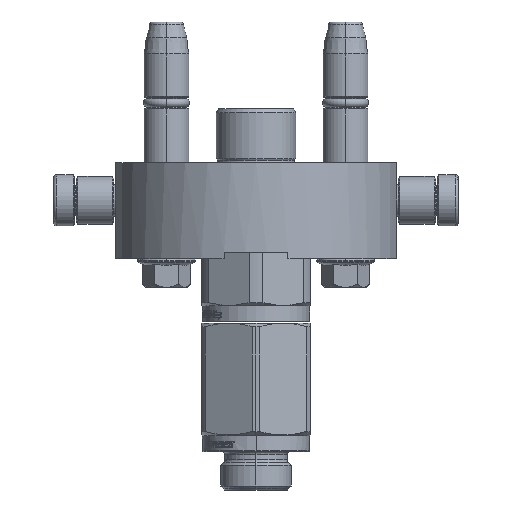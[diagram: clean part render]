
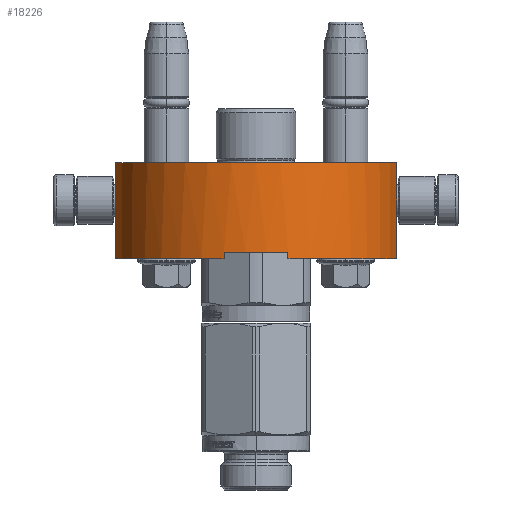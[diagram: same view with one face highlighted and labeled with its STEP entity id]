
A CAD part, left-side view. The second image highlights one B-rep face of the part: STEP entity #18226.
In plain terms, the highlighted cylindrical face has radius 44.75 mm (diameter 89.5 mm), a partial arc.
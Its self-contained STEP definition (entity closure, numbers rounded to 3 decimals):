
#1946 = DIRECTION ( 'NONE',  ( 0., 1., 0. ) ) ;
#2671 = EDGE_CURVE ( 'NONE', #30100, #22846, #68113, .T. ) ;
#2946 = CARTESIAN_POINT ( 'NONE',  ( -10., 30., 43.618 ) ) ;
#3850 = CIRCLE ( 'NONE', #25158, 44.75 ) ;
#6096 = VECTOR ( 'NONE', #42884, 1000. ) ;
#6139 = ORIENTED_EDGE ( 'NONE', *, *, #40580, .F. ) ;
#6442 = DIRECTION ( 'NONE',  ( 0., 1., 0. ) ) ;
#7191 = DIRECTION ( 'NONE',  ( 1., 0., 0. ) ) ;
#7420 = CARTESIAN_POINT ( 'NONE',  ( 0., 0., 0. ) ) ;
#8387 = EDGE_CURVE ( 'NONE', #38825, #33905, #29787, .T. ) ;
#10319 = CARTESIAN_POINT ( 'NONE',  ( 0., 28., 0. ) ) ;
#10439 = AXIS2_PLACEMENT_3D ( 'NONE', #31891, #53909, #64291 ) ;
#11316 = DIRECTION ( 'NONE',  ( -0.983, 0., 0.182 ) ) ;
#11732 = VECTOR ( 'NONE', #58916, 1000. ) ;
#13357 = LINE ( 'NONE', #32737, #11732 ) ;
#14616 = VERTEX_POINT ( 'NONE', #32191 ) ;
#16027 = AXIS2_PLACEMENT_3D ( 'NONE', #7420, #49529, #7191 ) ;
#18226 = ADVANCED_FACE ( 'NONE', ( #28230 ), #26565, .T. ) ;
#21658 = CARTESIAN_POINT ( 'NONE',  ( -10., 28., 43.618 ) ) ;
#21990 = CARTESIAN_POINT ( 'NONE',  ( 0., 30., 0. ) ) ;
#22651 = CARTESIAN_POINT ( 'NONE',  ( -44., 0., 8.159 ) ) ;
#22846 = VERTEX_POINT ( 'NONE', #2946 ) ;
#23017 = VERTEX_POINT ( 'NONE', #26081 ) ;
#25158 = AXIS2_PLACEMENT_3D ( 'NONE', #21990, #6442, #11316 ) ;
#26081 = CARTESIAN_POINT ( 'NONE',  ( 10., 30., 43.618 ) ) ;
#26565 = CYLINDRICAL_SURFACE ( 'NONE', #16027, 44.75 ) ;
#28093 = ORIENTED_EDGE ( 'NONE', *, *, #2671, .T. ) ;
#28230 = FACE_OUTER_BOUND ( 'NONE', #29976, .T. ) ;
#29464 = EDGE_CURVE ( 'NONE', #30100, #59957, #64507, .T. ) ;
#29787 = CIRCLE ( 'NONE', #10439, 44.75 ) ;
#29976 = EDGE_LOOP ( 'NONE', ( #28093, #37551, #6139, #37345, #62827, #37481, #56440, #31962 ) ) ;
#30100 = VERTEX_POINT ( 'NONE', #30181 ) ;
#30181 = CARTESIAN_POINT ( 'NONE',  ( -10., 28., 43.618 ) ) ;
#30307 = AXIS2_PLACEMENT_3D ( 'NONE', #53003, #46791, #58092 ) ;
#30563 = VERTEX_POINT ( 'NONE', #64531 ) ;
#30622 = CARTESIAN_POINT ( 'NONE',  ( 44., 0., 8.159 ) ) ;
#31891 = CARTESIAN_POINT ( 'NONE',  ( 0., 0., 0. ) ) ;
#31962 = ORIENTED_EDGE ( 'NONE', *, *, #29464, .F. ) ;
#32191 = CARTESIAN_POINT ( 'NONE',  ( 44., 30., 8.159 ) ) ;
#32737 = CARTESIAN_POINT ( 'NONE',  ( 10., 28., 43.618 ) ) ;
#33905 = VERTEX_POINT ( 'NONE', #37232 ) ;
#35928 = DIRECTION ( 'NONE',  ( 0., 1., 0. ) ) ;
#35934 = DIRECTION ( 'NONE',  ( 0., 1., 0. ) ) ;
#36376 = DIRECTION ( 'NONE',  ( -0.223, 0., 0.975 ) ) ;
#36979 = AXIS2_PLACEMENT_3D ( 'NONE', #10319, #35934, #36376 ) ;
#37232 = CARTESIAN_POINT ( 'NONE',  ( 44., 0., 8.159 ) ) ;
#37345 = ORIENTED_EDGE ( 'NONE', *, *, #8387, .T. ) ;
#37481 = ORIENTED_EDGE ( 'NONE', *, *, #37632, .F. ) ;
#37551 = ORIENTED_EDGE ( 'NONE', *, *, #48807, .F. ) ;
#37632 = EDGE_CURVE ( 'NONE', #23017, #14616, #39037, .T. ) ;
#38825 = VERTEX_POINT ( 'NONE', #22651 ) ;
#39037 = CIRCLE ( 'NONE', #30307, 44.75 ) ;
#40580 = EDGE_CURVE ( 'NONE', #38825, #30563, #50305, .T. ) ;
#42884 = DIRECTION ( 'NONE',  ( 0., 1., 0. ) ) ;
#44857 = EDGE_CURVE ( 'NONE', #59957, #23017, #13357, .T. ) ;
#46791 = DIRECTION ( 'NONE',  ( 0., 1., 0. ) ) ;
#48807 = EDGE_CURVE ( 'NONE', #30563, #22846, #3850, .T. ) ;
#49529 = DIRECTION ( 'NONE',  ( 0., -1., 0. ) ) ;
#50305 = LINE ( 'NONE', #60244, #62690 ) ;
#53003 = CARTESIAN_POINT ( 'NONE',  ( 0., 30., 0. ) ) ;
#53909 = DIRECTION ( 'NONE',  ( 0., 1., 0. ) ) ;
#56440 = ORIENTED_EDGE ( 'NONE', *, *, #44857, .F. ) ;
#57013 = CARTESIAN_POINT ( 'NONE',  ( 10., 28., 43.618 ) ) ;
#58092 = DIRECTION ( 'NONE',  ( 0.223, 0., 0.975 ) ) ;
#58916 = DIRECTION ( 'NONE',  ( 0., 1., 0. ) ) ;
#59957 = VERTEX_POINT ( 'NONE', #57013 ) ;
#60244 = CARTESIAN_POINT ( 'NONE',  ( -44., 0., 8.159 ) ) ;
#60377 = VECTOR ( 'NONE', #35928, 1000. ) ;
#62690 = VECTOR ( 'NONE', #1946, 1000. ) ;
#62827 = ORIENTED_EDGE ( 'NONE', *, *, #65414, .T. ) ;
#64291 = DIRECTION ( 'NONE',  ( -0.983, 0., 0.182 ) ) ;
#64507 = CIRCLE ( 'NONE', #36979, 44.75 ) ;
#64531 = CARTESIAN_POINT ( 'NONE',  ( -44., 30., 8.159 ) ) ;
#65414 = EDGE_CURVE ( 'NONE', #33905, #14616, #65428, .T. ) ;
#65428 = LINE ( 'NONE', #30622, #60377 ) ;
#68113 = LINE ( 'NONE', #21658, #6096 ) ;
